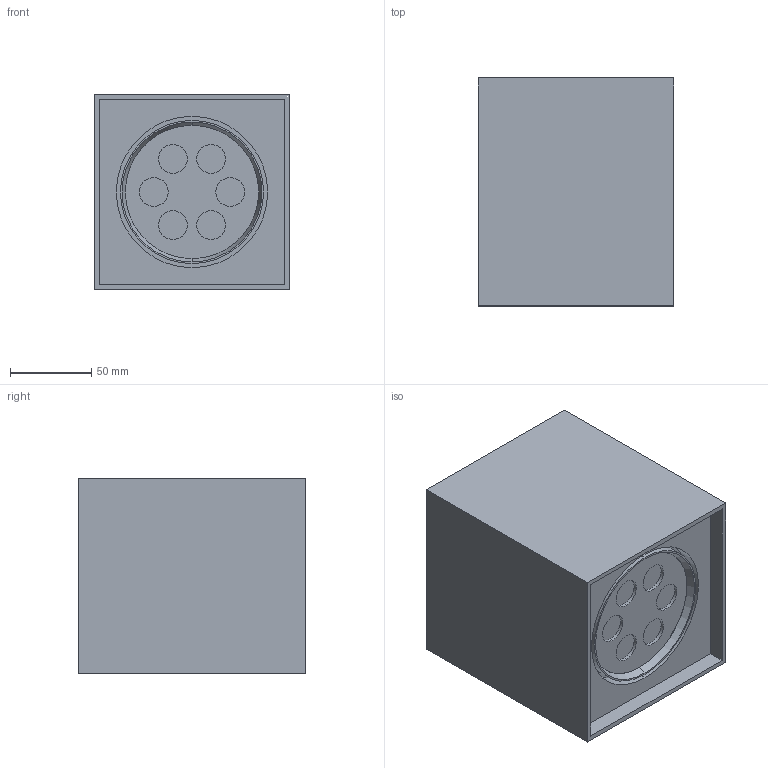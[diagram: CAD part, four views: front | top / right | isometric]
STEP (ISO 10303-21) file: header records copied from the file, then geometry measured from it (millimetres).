
FILE_DESCRIPTION (( 'STEP AP214' ), '1' );
FILE_NAME ('LBL074.STEP', '2022-02-23T03:03:45', ( 'GH' ), ( 'Microsoft' ), 'SwSTEP 2.0', 'SolidWorks 2013', '' );
FILE_SCHEMA (( 'AUTOMOTIVE_DESIGN' ));
Length unit declared in the file: millimetre
Products named in the file (1): LBL074
Bounding box: 120 x 140 x 120 mm (x, y, z)
Volume: 1850508.7 mm3; surface area: 107711.1 mm2
Topology: 1 solids, 1 shells, 40 faces, 82 edges, 54 vertices
Faces by surface type: plane 20, cylinder 18, cone 2
Entity records: 1102 total; most frequent: DIRECTION 202, CARTESIAN_POINT 177, ORIENTED_EDGE 164, EDGE_CURVE 82, AXIS2_PLACEMENT_3D 79, VERTEX_POINT 54, EDGE_LOOP 50, VECTOR 44
